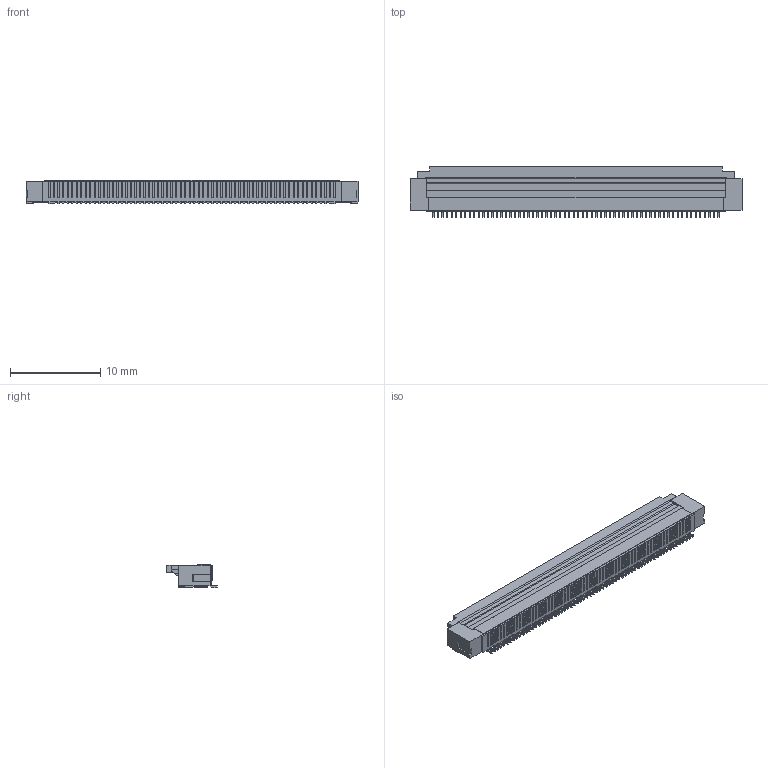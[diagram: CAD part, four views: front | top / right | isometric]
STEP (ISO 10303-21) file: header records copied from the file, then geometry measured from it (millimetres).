
FILE_DESCRIPTION(('CoCreate Modeling STEP Export'),'2;1');
FILE_NAME('0.5-15-64Pin.stp','2014-10-09T19:40:41',(''),(''),'CoCreate Modeling STEP processor for AP214 (Solid Model)','CoCreate Modeling 16.00 13-May-2008 (C) Parametric Technology GmbH','');
FILE_SCHEMA(('AUTOMOTIVE_DESIGN { 1 0 10303 214 1 1 1 1 }'));
Length unit declared in the file: millimetre
Products named in the file (2): 0.5-15-64Pin
Assembly tree (1 placements, depth 2):
  0.5-15-64Pin
    0.5-15-64Pin
Bounding box: 36.72 x 5.62 x 2.55 mm (x, y, z)
Volume: 324.7 mm3; surface area: 809.7 mm2
Topology: 1 solids, 3 shells, 1188 faces, 3344 edges, 2226 vertices
Faces by surface type: plane 793, cylinder 395
Entity records: 37355 total; most frequent: ORIENTED_EDGE 6688, CARTESIAN_POINT 6418, DIRECTION 6028, EDGE_CURVE 3344, VECTOR 2356, LINE 2356, VERTEX_POINT 2226, AXIS2_PLACEMENT_3D 1836
